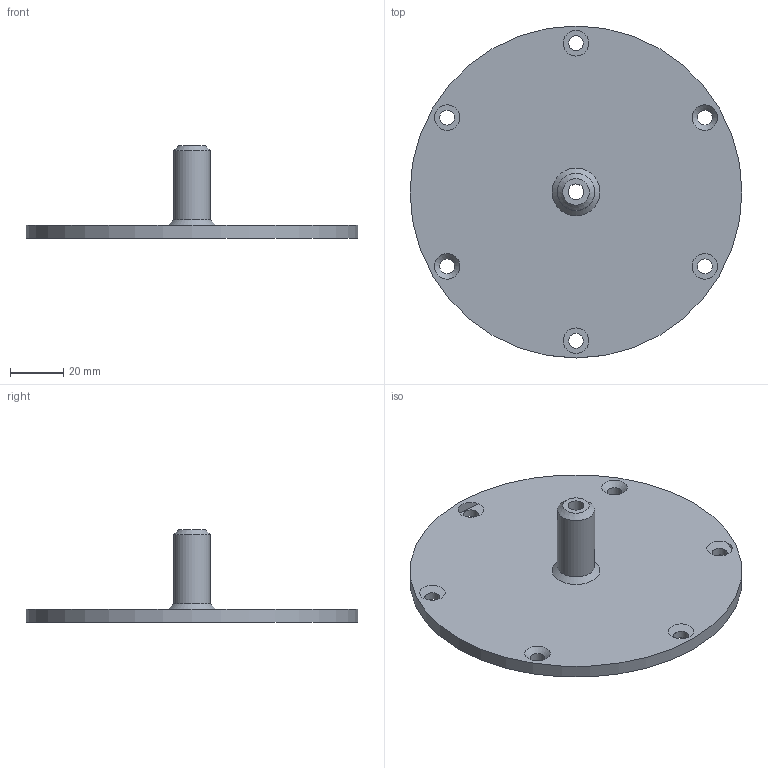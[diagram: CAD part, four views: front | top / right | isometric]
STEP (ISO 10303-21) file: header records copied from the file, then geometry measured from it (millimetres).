
FILE_DESCRIPTION(/* description */ (''),/* implementation_level */ '2;1');
FILE_NAME(/* name */ 'ElectricalPlate v4.step',/* time_stamp */ '2025-10-03T22:20:05+02:00',/* author */ (''),/* organization */ (''),/* preprocessor_version */ 'ST-DEVELOPER v20.1',/* originating_system */ 'Autodesk Translation Framework v14.17.0.0',/* authorisation */ '');
FILE_SCHEMA (('AUTOMOTIVE_DESIGN { 1 0 10303 214 3 1 1 }'));
Length unit declared in the file: millimetre
Products named in the file (1): ElectricalPlate
Bounding box: 125 x 125 x 35 mm (x, y, z)
Volume: 64004.2 mm3; surface area: 28466.6 mm2
Topology: 1 solids, 1 shells, 20 faces, 43 edges, 26 vertices
Faces by surface type: cylinder 9, cone 8, plane 3
Full cylindrical faces by diameter (mm): 5.6 x6, 6 x1, 14 x1, 125 x1
Entity records: 610 total; most frequent: DIRECTION 111, CARTESIAN_POINT 90, ORIENTED_EDGE 86, AXIS2_PLACEMENT_3D 47, EDGE_CURVE 43, EDGE_LOOP 35, CIRCLE 26, VERTEX_POINT 26
